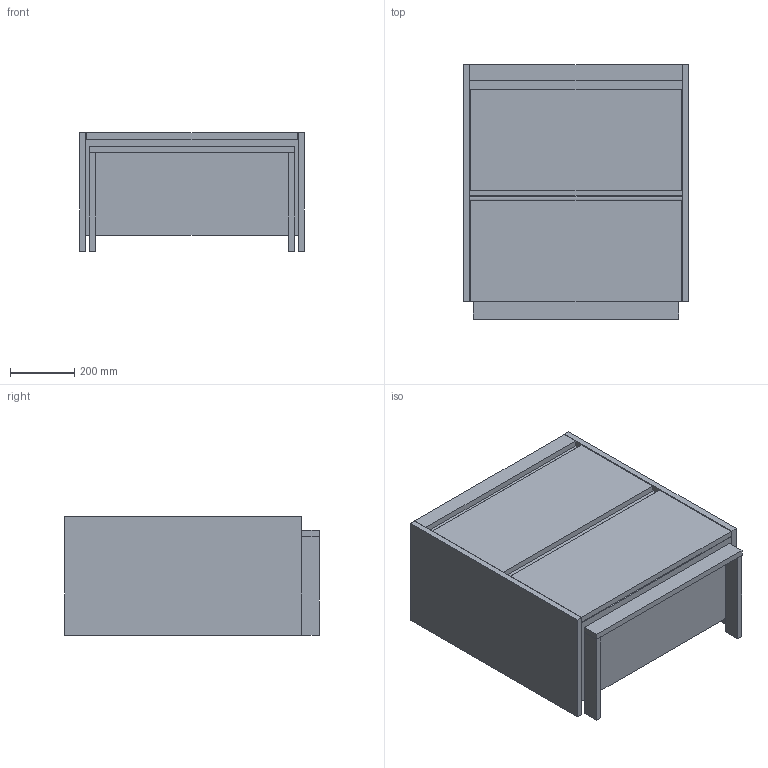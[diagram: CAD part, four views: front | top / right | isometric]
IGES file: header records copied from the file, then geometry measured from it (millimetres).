
Global section: file name: CORONADO SETUP 70 RECTO_CON BARRA LUZ_13.06.17; native system: Autodesk Inventor 2017; preprocessor: unknown; author: produccion; date: 20170613.112821; units: millimetre
Bounding box: 700 x 794.5 x 370.5 mm (x, y, z)
Volume: 38357701.4 mm3; surface area: 4985236.5 mm2
Topology: 21 solids, 21 shells, 360 faces, 651 edges, 434 vertices
Faces by surface type: bspline 360
